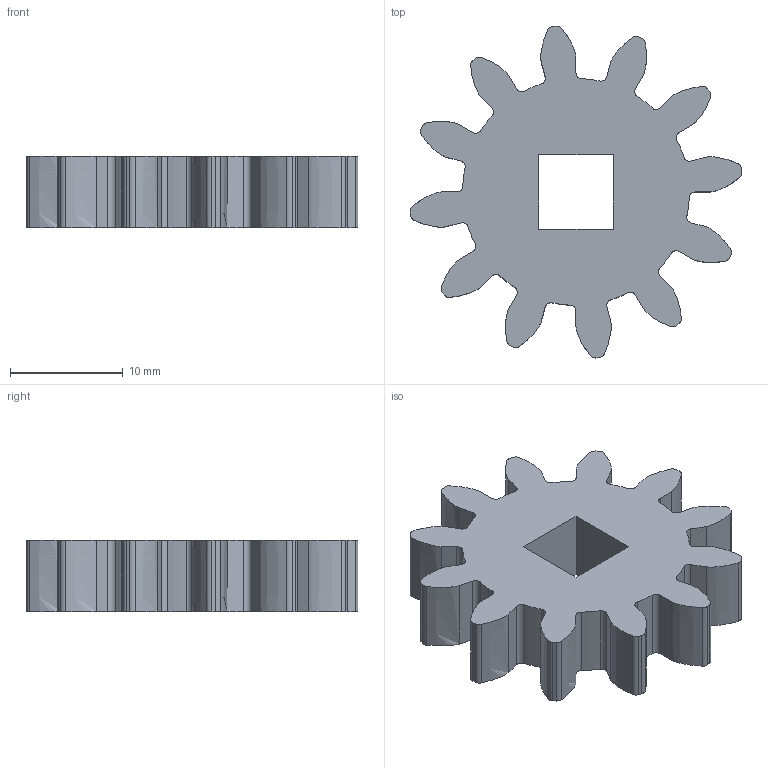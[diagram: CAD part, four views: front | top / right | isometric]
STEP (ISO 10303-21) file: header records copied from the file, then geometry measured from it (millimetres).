
FILE_DESCRIPTION((''),'2;1');
FILE_NAME('GEAR_07_1','2025-12-14T18:25:24',('zadro'),(''),'CREO PARAMETRIC BY PTC INC, 2025102','CREO PARAMETRIC BY PTC INC, 2025102','');
FILE_SCHEMA(('CONFIG_CONTROL_DESIGN'));
Length unit declared in the file: inch
Products named in the file (1): GEAR_07_1
Bounding box: 29.42 x 29.42 x 6.35 mm (x, y, z)
Volume: 2671 mm3; surface area: 2016.8 mm2
Topology: 1 solids, 1 shells, 126 faces, 372 edges, 248 vertices
Faces by surface type: cylinder 60, plane 42, extrusion 24
Entity records: 4688 total; most frequent: CARTESIAN_POINT 1250, ORIENTED_EDGE 744, DIRECTION 672, EDGE_CURVE 372, VERTEX_POINT 248, VECTOR 228, AXIS2_PLACEMENT_3D 222, LINE 204
